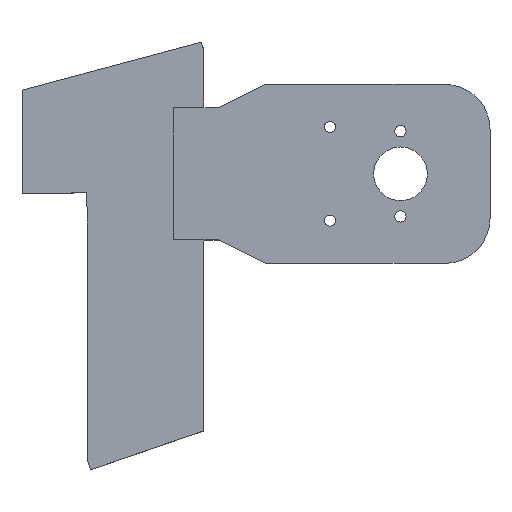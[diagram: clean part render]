
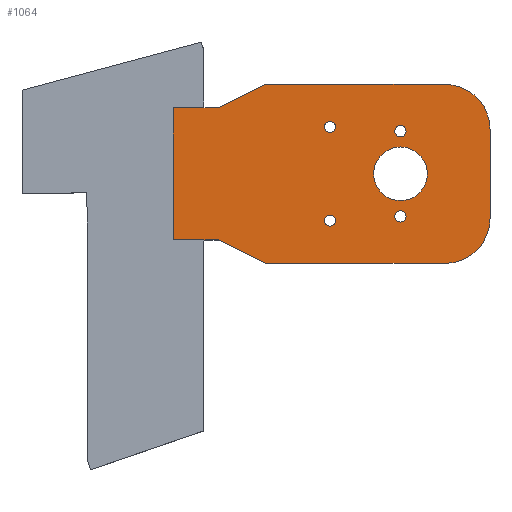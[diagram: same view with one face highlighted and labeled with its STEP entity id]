
A CAD part, top view. The second image highlights one B-rep face of the part: STEP entity #1064.
In plain terms, the highlighted planar face has unit normal (0, 0, 1).
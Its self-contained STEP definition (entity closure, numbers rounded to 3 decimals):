
#23=FACE_BOUND('',#162,.T.);
#24=FACE_BOUND('',#163,.T.);
#25=FACE_BOUND('',#164,.T.);
#26=FACE_BOUND('',#165,.T.);
#27=FACE_BOUND('',#166,.T.);
#38=CIRCLE('',#1114,10.);
#46=CIRCLE('',#1125,10.);
#47=CIRCLE('',#1128,6.);
#48=CIRCLE('',#1130,1.25);
#49=CIRCLE('',#1132,1.25);
#50=CIRCLE('',#1134,1.25);
#51=CIRCLE('',#1136,1.25);
#102=FACE_OUTER_BOUND('',#161,.T.);
#161=EDGE_LOOP('',(#938,#939,#940,#941,#942,#943,#944,#945,#946,#947));
#162=EDGE_LOOP('',(#948));
#163=EDGE_LOOP('',(#949));
#164=EDGE_LOOP('',(#950));
#165=EDGE_LOOP('',(#951));
#166=EDGE_LOOP('',(#952));
#247=LINE('',#1587,#378);
#253=LINE('',#1603,#384);
#269=LINE('',#1649,#400);
#291=LINE('',#1704,#422);
#293=LINE('',#1707,#424);
#295=LINE('',#1711,#426);
#297=LINE('',#1714,#428);
#298=LINE('',#1716,#429);
#378=VECTOR('',#1293,10.);
#384=VECTOR('',#1307,10.);
#400=VECTOR('',#1343,10.);
#422=VECTOR('',#1401,10.);
#424=VECTOR('',#1405,10.);
#426=VECTOR('',#1409,10.);
#428=VECTOR('',#1413,10.);
#429=VECTOR('',#1416,10.);
#484=VERTEX_POINT('',#1584);
#485=VERTEX_POINT('',#1586);
#486=VERTEX_POINT('',#1590);
#487=VERTEX_POINT('',#1591);
#491=VERTEX_POINT('',#1601);
#510=VERTEX_POINT('',#1643);
#511=VERTEX_POINT('',#1647);
#512=VERTEX_POINT('',#1651);
#513=VERTEX_POINT('',#1655);
#514=VERTEX_POINT('',#1659);
#515=VERTEX_POINT('',#1663);
#516=VERTEX_POINT('',#1667);
#525=VERTEX_POINT('',#1701);
#526=VERTEX_POINT('',#1703);
#527=VERTEX_POINT('',#1709);
#608=EDGE_CURVE('',#484,#485,#247,.T.);
#610=EDGE_CURVE('',#486,#487,#38,.T.);
#616=EDGE_CURVE('',#486,#491,#253,.T.);
#636=EDGE_CURVE('',#510,#491,#46,.T.);
#639=EDGE_CURVE('',#510,#511,#269,.T.);
#641=EDGE_CURVE('',#512,#512,#47,.T.);
#642=EDGE_CURVE('',#513,#513,#48,.T.);
#644=EDGE_CURVE('',#514,#514,#49,.T.);
#646=EDGE_CURVE('',#515,#515,#50,.T.);
#648=EDGE_CURVE('',#516,#516,#51,.T.);
#666=EDGE_CURVE('',#526,#525,#291,.T.);
#668=EDGE_CURVE('',#525,#487,#293,.T.);
#670=EDGE_CURVE('',#511,#527,#295,.T.);
#672=EDGE_CURVE('',#527,#485,#297,.T.);
#673=EDGE_CURVE('',#526,#484,#298,.T.);
#938=ORIENTED_EDGE('',*,*,#610,.F.);
#939=ORIENTED_EDGE('',*,*,#616,.T.);
#940=ORIENTED_EDGE('',*,*,#636,.F.);
#941=ORIENTED_EDGE('',*,*,#639,.T.);
#942=ORIENTED_EDGE('',*,*,#670,.T.);
#943=ORIENTED_EDGE('',*,*,#672,.T.);
#944=ORIENTED_EDGE('',*,*,#608,.F.);
#945=ORIENTED_EDGE('',*,*,#673,.F.);
#946=ORIENTED_EDGE('',*,*,#666,.T.);
#947=ORIENTED_EDGE('',*,*,#668,.T.);
#948=ORIENTED_EDGE('',*,*,#641,.T.);
#949=ORIENTED_EDGE('',*,*,#642,.T.);
#950=ORIENTED_EDGE('',*,*,#644,.T.);
#951=ORIENTED_EDGE('',*,*,#646,.T.);
#952=ORIENTED_EDGE('',*,*,#648,.T.);
#1011=PLANE('',#1148);
#1064=ADVANCED_FACE('',(#102,#23,#24,#25,#26,#27),#1011,.T.);
#1114=AXIS2_PLACEMENT_3D('',#1592,#1297,#1298);
#1125=AXIS2_PLACEMENT_3D('',#1644,#1337,#1338);
#1128=AXIS2_PLACEMENT_3D('',#1653,#1347,#1348);
#1130=AXIS2_PLACEMENT_3D('',#1656,#1351,#1352);
#1132=AXIS2_PLACEMENT_3D('',#1660,#1356,#1357);
#1134=AXIS2_PLACEMENT_3D('',#1664,#1361,#1362);
#1136=AXIS2_PLACEMENT_3D('',#1668,#1366,#1367);
#1148=AXIS2_PLACEMENT_3D('',#1715,#1414,#1415);
#1293=DIRECTION('',(0.,1.,0.));
#1297=DIRECTION('center_axis',(0.,0.,-1.));
#1298=DIRECTION('ref_axis',(0.707,-0.707,0.));
#1307=DIRECTION('',(0.,1.,0.));
#1337=DIRECTION('center_axis',(0.,0.,-1.));
#1338=DIRECTION('ref_axis',(0.707,0.707,0.));
#1343=DIRECTION('',(-1.,0.,0.));
#1347=DIRECTION('center_axis',(0.,0.,-1.));
#1348=DIRECTION('ref_axis',(1.,0.,0.));
#1351=DIRECTION('center_axis',(0.,0.,-1.));
#1352=DIRECTION('ref_axis',(1.,0.,0.));
#1356=DIRECTION('center_axis',(0.,0.,-1.));
#1357=DIRECTION('ref_axis',(1.,0.,0.));
#1361=DIRECTION('center_axis',(0.,0.,-1.));
#1362=DIRECTION('ref_axis',(1.,0.,0.));
#1366=DIRECTION('center_axis',(0.,0.,-1.));
#1367=DIRECTION('ref_axis',(1.,0.,0.));
#1401=DIRECTION('',(0.895,-0.446,0.));
#1405=DIRECTION('',(1.,0.,0.));
#1409=DIRECTION('',(-0.896,-0.443,0.));
#1413=DIRECTION('',(-1.,0.,0.));
#1414=DIRECTION('center_axis',(0.,0.,1.));
#1415=DIRECTION('ref_axis',(1.,0.,0.));
#1416=DIRECTION('',(-1.,0.,0.));
#1584=CARTESIAN_POINT('',(524.,1369.305,451.));
#1586=CARTESIAN_POINT('',(524.,1398.788,451.));
#1587=CARTESIAN_POINT('',(524.,1398.788,451.));
#1590=CARTESIAN_POINT('',(594.725,1374.046,451.));
#1591=CARTESIAN_POINT('',(584.725,1364.046,451.));
#1592=CARTESIAN_POINT('Origin',(584.725,1374.046,451.));
#1601=CARTESIAN_POINT('',(594.725,1394.,451.));
#1603=CARTESIAN_POINT('',(594.725,1404.,451.));
#1643=CARTESIAN_POINT('',(584.725,1404.,451.));
#1644=CARTESIAN_POINT('Origin',(584.725,1394.,451.));
#1647=CARTESIAN_POINT('',(544.541,1404.,451.));
#1649=CARTESIAN_POINT('',(544.541,1404.,451.));
#1651=CARTESIAN_POINT('',(568.725,1384.046,451.));
#1653=CARTESIAN_POINT('Origin',(574.725,1384.046,451.));
#1655=CARTESIAN_POINT('',(557.725,1373.566,451.));
#1656=CARTESIAN_POINT('Origin',(558.975,1373.566,451.));
#1659=CARTESIAN_POINT('',(573.475,1393.571,451.));
#1660=CARTESIAN_POINT('Origin',(574.725,1393.571,451.));
#1663=CARTESIAN_POINT('',(573.475,1374.521,451.));
#1664=CARTESIAN_POINT('Origin',(574.725,1374.521,451.));
#1667=CARTESIAN_POINT('',(557.725,1394.526,451.));
#1668=CARTESIAN_POINT('Origin',(558.975,1394.526,451.));
#1701=CARTESIAN_POINT('',(544.541,1364.046,451.));
#1703=CARTESIAN_POINT('',(534.,1369.305,451.));
#1704=CARTESIAN_POINT('',(534.,1369.305,451.));
#1707=CARTESIAN_POINT('',(594.725,1364.046,451.));
#1709=CARTESIAN_POINT('',(534.,1398.788,451.));
#1711=CARTESIAN_POINT('',(534.,1398.788,451.));
#1714=CARTESIAN_POINT('',(534.,1398.788,451.));
#1715=CARTESIAN_POINT('Origin',(561.863,1384.023,451.));
#1716=CARTESIAN_POINT('',(529.,1369.305,451.));
